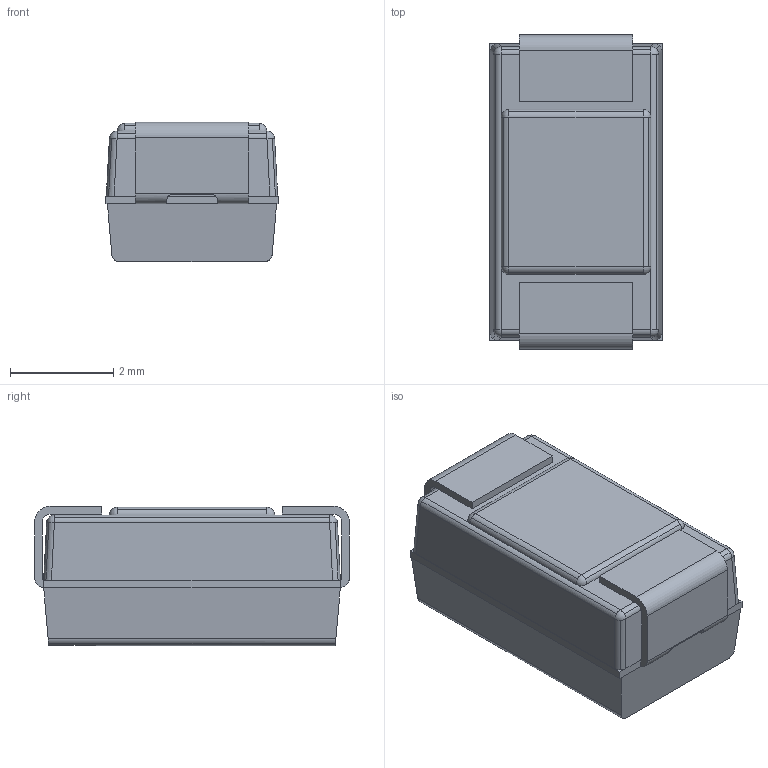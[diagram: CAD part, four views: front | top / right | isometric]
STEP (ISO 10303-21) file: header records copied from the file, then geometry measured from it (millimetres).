
FILE_DESCRIPTION (( 'STEP AP214' ), '1' );
FILE_NAME ('NOS_C.stp', '2019-02-12T23:38:42', ( '' ), ( '' ), 'SwSTEP 2.0', 'SolidWorks 2018', '' );
FILE_SCHEMA (( 'AUTOMOTIVE_DESIGN' ));
Length unit declared in the file: millimetre
Products named in the file (1): NOS_C
Bounding box: 3.35 x 6.1 x 2.7 mm (x, y, z)
Volume: 49 mm3; surface area: 103 mm2
Topology: 1 solids, 1 shells, 93 faces, 258 edges, 160 vertices
Faces by surface type: plane 41, cylinder 40, sphere 8, bspline 4
Entity records: 3926 total; most frequent: CARTESIAN_POINT 1144, ORIENTED_EDGE 508, DIRECTION 476, EDGE_CURVE 254, AXIS2_PLACEMENT_3D 160, VERTEX_POINT 160, LINE 156, VECTOR 156
